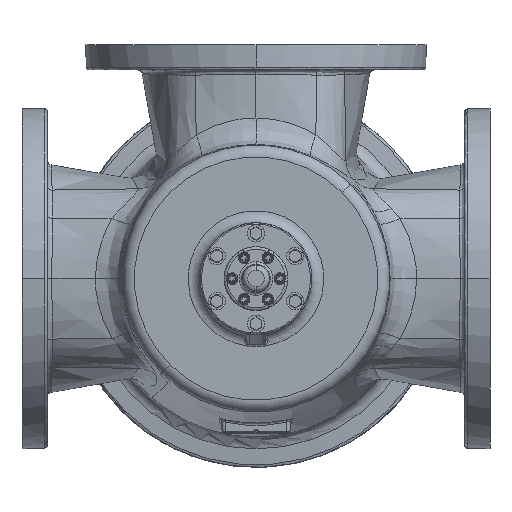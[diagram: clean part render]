
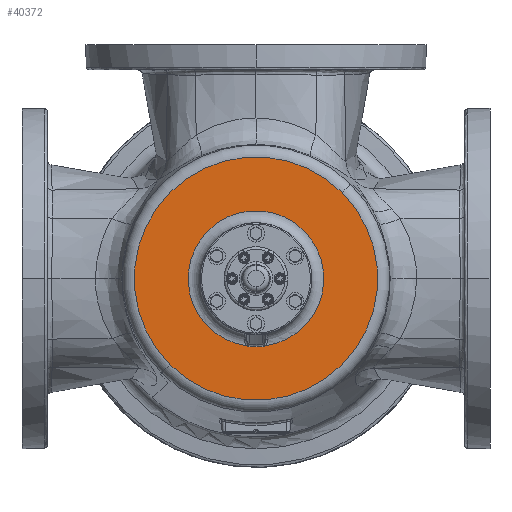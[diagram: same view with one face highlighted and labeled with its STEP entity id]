
A CAD part, front view. The second image highlights one B-rep face of the part: STEP entity #40372.
In plain terms, the highlighted planar face has unit normal (0, -1, 0).
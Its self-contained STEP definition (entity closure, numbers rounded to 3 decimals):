
#8789=CARTESIAN_POINT('',(0.,-7.5,0.));
#8790=DIRECTION('',(0.,-1.,0.));
#8791=DIRECTION('',(-0.707,0.,-0.707));
#8792=AXIS2_PLACEMENT_3D('',#8789,#8790,#8791);
#8794=CARTESIAN_POINT('',(0.,-7.5,0.));
#8795=DIRECTION('',(0.,-1.,0.));
#8796=DIRECTION('',(0.707,0.,0.707));
#8797=AXIS2_PLACEMENT_3D('',#8794,#8795,#8796);
#8799=CARTESIAN_POINT('',(-0.444,-7.5,
-3.156));
#8800=CARTESIAN_POINT('',(-0.441,-7.5,
-3.158));
#8801=CARTESIAN_POINT('',(-0.436,-7.5,
-3.161));
#8802=CARTESIAN_POINT('',(-0.428,-7.5,
-3.166));
#8803=CARTESIAN_POINT('',(-0.421,-7.5,
-3.17));
#8804=CARTESIAN_POINT('',(-0.413,-7.5,
-3.174));
#8805=CARTESIAN_POINT('',(-0.405,-7.5,
-3.177));
#8806=CARTESIAN_POINT('',(-0.396,-7.5,
-3.181));
#8807=CARTESIAN_POINT('',(-0.388,-7.5,
-3.184));
#8808=CARTESIAN_POINT('',(-0.38,-7.5,
-3.186));
#8809=CARTESIAN_POINT('',(-0.371,-7.5,
-3.189));
#8810=CARTESIAN_POINT('',(-0.363,-7.5,
-3.191));
#8811=CARTESIAN_POINT('',(-0.354,-7.5,
-3.192));
#8812=CARTESIAN_POINT('',(-0.346,-7.5,
-3.194));
#8813=CARTESIAN_POINT('',(-0.34,-7.5,
-3.194));
#8814=CARTESIAN_POINT('',(-0.337,-7.5,
-3.195));
#8816=CARTESIAN_POINT('',(0.,-7.5,0.));
#8817=DIRECTION('',(0.,-1.,0.));
#8818=DIRECTION('',(-0.105,0.,-0.994));
#8819=AXIS2_PLACEMENT_3D('',#8816,#8817,#8818);
#8821=CARTESIAN_POINT('',(0.337,-7.5,
-3.195));
#8822=CARTESIAN_POINT('',(0.34,-7.5,
-3.194));
#8823=CARTESIAN_POINT('',(0.346,-7.5,
-3.194));
#8824=CARTESIAN_POINT('',(0.354,-7.5,
-3.192));
#8825=CARTESIAN_POINT('',(0.363,-7.5,
-3.191));
#8826=CARTESIAN_POINT('',(0.371,-7.5,
-3.189));
#8827=CARTESIAN_POINT('',(0.38,-7.5,
-3.186));
#8828=CARTESIAN_POINT('',(0.388,-7.5,
-3.184));
#8829=CARTESIAN_POINT('',(0.397,-7.5,
-3.181));
#8830=CARTESIAN_POINT('',(0.405,-7.5,
-3.177));
#8831=CARTESIAN_POINT('',(0.413,-7.5,
-3.174));
#8832=CARTESIAN_POINT('',(0.421,-7.5,
-3.17));
#8833=CARTESIAN_POINT('',(0.429,-7.5,
-3.166));
#8834=CARTESIAN_POINT('',(0.436,-7.5,
-3.161));
#8835=CARTESIAN_POINT('',(0.441,-7.5,
-3.158));
#8836=CARTESIAN_POINT('',(0.444,-7.5,
-3.156));
#8853=CARTESIAN_POINT('',(0.,-7.5,0.));
#8854=DIRECTION('',(0.,1.,0.));
#8855=DIRECTION('',(-0.139,0.,-0.99));
#8856=AXIS2_PLACEMENT_3D('',#8853,#8854,#8855);
#9002=CARTESIAN_POINT('',(-0.444,-7.5,
-3.156));
#30578=CARTESIAN_POINT('',(-4.045,-7.5,-4.045));
#30579=CARTESIAN_POINT('',(4.045,-7.5,4.045));
#30580=VERTEX_POINT('',#30578);
#30581=VERTEX_POINT('',#30579);
#31032=VERTEX_POINT('',#9002);
#31034=VERTEX_POINT('',#8814);
#31036=CARTESIAN_POINT('',(0.337,-7.5,-3.195));
#31037=VERTEX_POINT('',#31036);
#31040=VERTEX_POINT('',#8836);
#40352=CARTESIAN_POINT('',(0.,-7.5,0.));
#40353=DIRECTION('',(0.,1.,0.));
#40354=DIRECTION('',(0.707,0.,0.707));
#40355=AXIS2_PLACEMENT_3D('',#40352,#40353,#40354);
#40356=PLANE('',#40355);
#40357=ORIENTED_EDGE('',*,*,#40335,.F.);
#40359=ORIENTED_EDGE('',*,*,#40358,.F.);
#40360=EDGE_LOOP('',(#40357,#40359));
#40361=FACE_OUTER_BOUND('',#40360,.F.);
#40363=ORIENTED_EDGE('',*,*,#40362,.T.);
#40365=ORIENTED_EDGE('',*,*,#40364,.T.);
#40367=ORIENTED_EDGE('',*,*,#40366,.T.);
#40369=ORIENTED_EDGE('',*,*,#40368,.F.);
#40370=EDGE_LOOP('',(#40363,#40365,#40367,#40369));
#40371=FACE_BOUND('',#40370,.F.);
#8793=CIRCLE('',#8792,5.721);
#8798=CIRCLE('',#8797,5.721);
#8815=B_SPLINE_CURVE_WITH_KNOTS('',3,(#8799,#8800,#8801,#8802,#8803,#8804,#8805,
#8806,#8807,#8808,#8809,#8810,#8811,#8812,#8813,#8814),.UNSPECIFIED.,.F.,.F.,(4,
1,1,1,1,1,1,1,1,1,1,1,1,4),(0.,0.077,0.154,
0.231,0.308,0.385,0.462,
0.538,0.615,0.692,0.769,
0.846,0.923,1.),.UNSPECIFIED.);
#8820=CIRCLE('',#8819,3.213);
#8837=B_SPLINE_CURVE_WITH_KNOTS('',3,(#8821,#8822,#8823,#8824,#8825,#8826,#8827,
#8828,#8829,#8830,#8831,#8832,#8833,#8834,#8835,#8836),.UNSPECIFIED.,.F.,.F.,(4,
1,1,1,1,1,1,1,1,1,1,1,1,4),(0.,0.077,0.154,
0.231,0.308,0.385,0.462,
0.538,0.615,0.692,0.769,
0.846,0.923,1.),.UNSPECIFIED.);
#8857=CIRCLE('',#8856,3.188);
#40335=EDGE_CURVE('',#30580,#30581,#8793,.T.);
#40358=EDGE_CURVE('',#30581,#30580,#8798,.T.);
#40362=EDGE_CURVE('',#31032,#31034,#8815,.T.);
#40364=EDGE_CURVE('',#31034,#31037,#8820,.T.);
#40366=EDGE_CURVE('',#31037,#31040,#8837,.T.);
#40368=EDGE_CURVE('',#31032,#31040,#8857,.T.);
#40372=ADVANCED_FACE('',(#40361,#40371),#40356,.F.);
